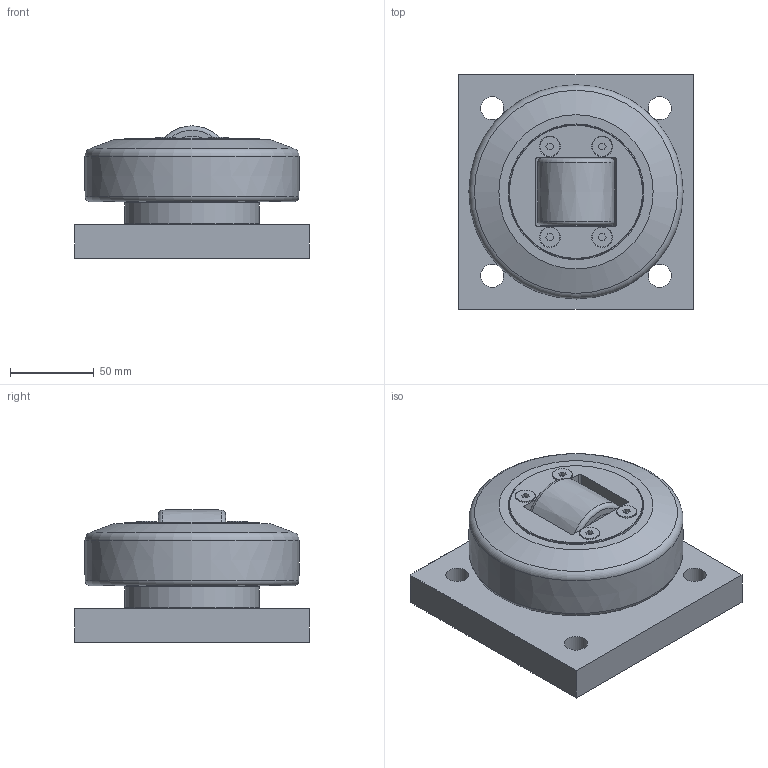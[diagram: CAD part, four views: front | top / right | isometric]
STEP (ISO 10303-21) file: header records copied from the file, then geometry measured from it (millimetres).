
FILE_DESCRIPTION(/* description */ ('-'),/* implementation_level */ '2;1');
FILE_NAME(/* name */ 'ALFATEC_PT120-0365BQ1000.stp',/* time_stamp */ '2021-01-27T13:55:48+01:00',/* author */ ('kstaebler'),/* organization */ (''),/* preprocessor_version */ 'ST-DEVELOPER v18.1',/* originating_system */ 'Autodesk Inventor 2020',/* authorisation */ '');
FILE_SCHEMA (('AUTOMOTIVE_DESIGN { 1 0 10303 214 3 1 1 }'));
Length unit declared in the file: millimetre
Products named in the file (1): PT 120.0365 BQ1000_Kontur
Bounding box: 140 x 140 x 79 mm (x, y, z)
Volume: 816399.4 mm3; surface area: 132034.6 mm2
Topology: 2 solids, 2 shells, 268 faces, 750 edges, 513 vertices
Faces by surface type: plane 183, cylinder 54, cone 18, torus 11, bspline 2
Full cylindrical faces by diameter (mm): 3 x2, 6 x4, 6.6 x4, 11.7 x4, 13.835 x4, 22.3 x2, 25.5 x2, 28.5 x2, 33.5 x2, 69.9 x1, 71 x1, 79 x1, 80 x3, 81 x1, 84.5 x1, 86 x1, 87 x1, 89.5 x2, 95 x1
Entity records: 9325 total; most frequent: CARTESIAN_POINT 1766, DIRECTION 1510, ORIENTED_EDGE 1508, EDGE_CURVE 754, VERTEX_POINT 513, AXIS2_PLACEMENT_3D 510, LINE 490, VECTOR 490
